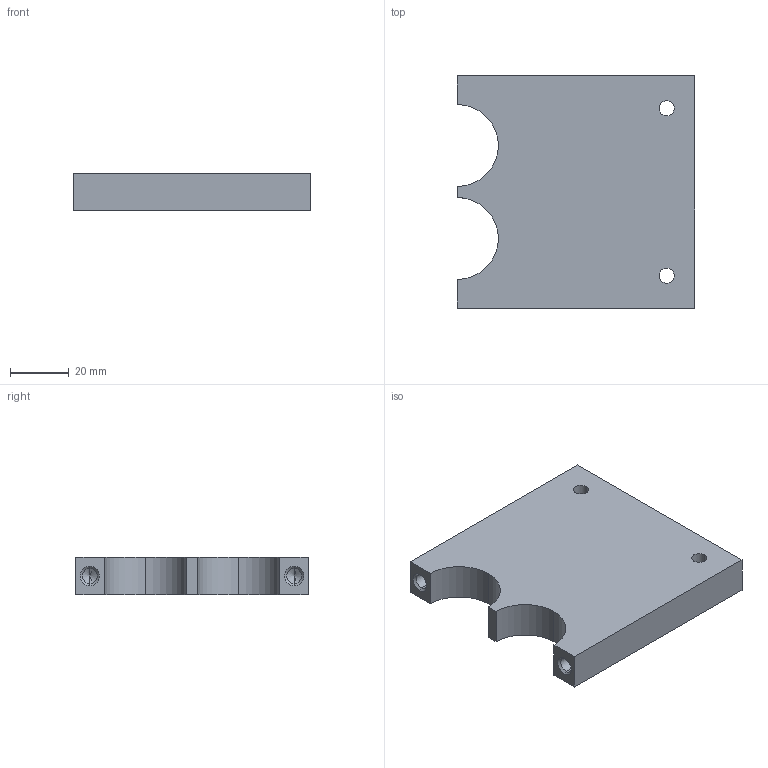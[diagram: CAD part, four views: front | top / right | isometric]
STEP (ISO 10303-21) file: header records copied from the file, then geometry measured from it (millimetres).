
FILE_DESCRIPTION (( 'STEP AP214' ), '1' );
FILE_NAME ('Fiber Protector Holder Right STEP Full.STEP', '2024-11-05T21:26:38', ( '' ), ( '' ), 'SwSTEP 2.0', 'SolidWorks 2023', '' );
FILE_SCHEMA (( 'AUTOMOTIVE_DESIGN' ));
Length unit declared in the file: inch
Products named in the file (1): Fiber Protector Holder Right STEP Full
Bounding box: 80.96 x 79.38 x 12.7 mm (x, y, z)
Volume: 72601.9 mm3; surface area: 16953.5 mm2
Topology: 1 solids, 1 shells, 28 faces, 70 edges, 42 vertices
Faces by surface type: cylinder 12, cone 8, plane 8
Entity records: 845 total; most frequent: DIRECTION 152, CARTESIAN_POINT 137, ORIENTED_EDGE 132, EDGE_CURVE 66, AXIS2_PLACEMENT_3D 57, VERTEX_POINT 42, VECTOR 38, LINE 38
